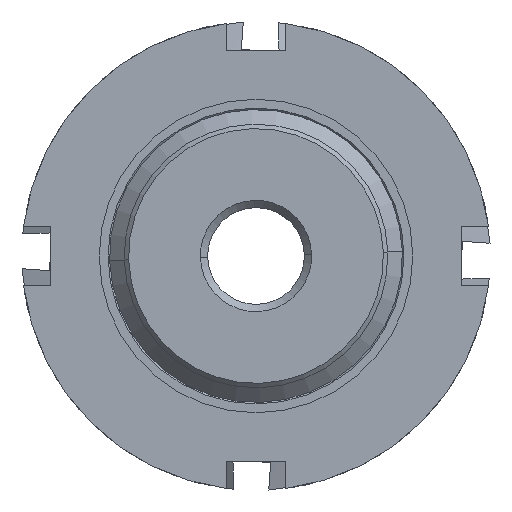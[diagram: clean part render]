
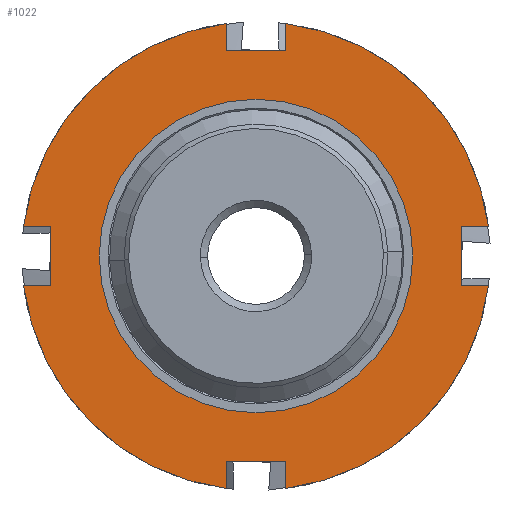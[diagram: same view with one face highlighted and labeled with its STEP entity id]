
A CAD part, front view. The second image highlights one B-rep face of the part: STEP entity #1022.
In plain terms, the highlighted planar face has unit normal (0, -1, 0).
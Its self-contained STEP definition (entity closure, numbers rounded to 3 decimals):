
#44 = CARTESIAN_POINT ( 'NONE',  ( -2., -30., 14. ) ) ;
#51 = VECTOR ( 'NONE', #3330, 1000. ) ;
#69 = VERTEX_POINT ( 'NONE', #2665 ) ;
#120 = EDGE_CURVE ( 'NONE', #2921, #4011, #2037, .T. ) ;
#139 = VERTEX_POINT ( 'NONE', #493 ) ;
#152 = LINE ( 'NONE', #3104, #2020 ) ;
#173 = ORIENTED_EDGE ( 'NONE', *, *, #2652, .T. ) ;
#252 = CARTESIAN_POINT ( 'NONE',  ( 0., -30., -14. ) ) ;
#279 = CARTESIAN_POINT ( 'NONE',  ( 2., -30., 14. ) ) ;
#293 = DIRECTION ( 'NONE',  ( 0., 0., 1. ) ) ;
#360 = CARTESIAN_POINT ( 'NONE',  ( -2., -30., -15.875 ) ) ;
#370 = DIRECTION ( 'NONE',  ( -1., 0., 0. ) ) ;
#397 = VERTEX_POINT ( 'NONE', #44 ) ;
#410 = EDGE_CURVE ( 'NONE', #3840, #2779, #1000, .T. ) ;
#493 = CARTESIAN_POINT ( 'NONE',  ( 14., -30., 2. ) ) ;
#513 = DIRECTION ( 'NONE',  ( 1., 0., 0. ) ) ;
#530 = VECTOR ( 'NONE', #370, 1000. ) ;
#552 = EDGE_CURVE ( 'NONE', #3840, #3959, #3340, .T. ) ;
#565 = DIRECTION ( 'NONE',  ( 0., 0., 1. ) ) ;
#578 = CARTESIAN_POINT ( 'NONE',  ( 0., -30., 0. ) ) ;
#592 = AXIS2_PLACEMENT_3D ( 'NONE', #578, #3441, #565 ) ;
#597 = EDGE_CURVE ( 'NONE', #69, #139, #2278, .T. ) ;
#619 = ORIENTED_EDGE ( 'NONE', *, *, #2883, .F. ) ;
#645 = AXIS2_PLACEMENT_3D ( 'NONE', #3866, #2929, #1365 ) ;
#651 = VECTOR ( 'NONE', #513, 1000. ) ;
#697 = DIRECTION ( 'NONE',  ( 0., 0., -1. ) ) ;
#767 = EDGE_CURVE ( 'NONE', #2426, #2793, #1492, .T. ) ;
#785 = CARTESIAN_POINT ( 'NONE',  ( 14., -30., 0. ) ) ;
#840 = EDGE_CURVE ( 'NONE', #1406, #1606, #3675, .T. ) ;
#846 = ORIENTED_EDGE ( 'NONE', *, *, #410, .F. ) ;
#859 = ORIENTED_EDGE ( 'NONE', *, *, #767, .T. ) ;
#861 = EDGE_CURVE ( 'NONE', #1449, #3309, #1048, .T. ) ;
#869 = EDGE_CURVE ( 'NONE', #3959, #397, #3252, .T. ) ;
#900 = ORIENTED_EDGE ( 'NONE', *, *, #120, .F. ) ;
#910 = CARTESIAN_POINT ( 'NONE',  ( 0., -30., 0. ) ) ;
#912 = DIRECTION ( 'NONE',  ( 1., 0., 0. ) ) ;
#923 = CARTESIAN_POINT ( 'NONE',  ( 2., -30., 0. ) ) ;
#944 = FACE_BOUND ( 'NONE', #1645, .T. ) ;
#965 = ORIENTED_EDGE ( 'NONE', *, *, #597, .T. ) ;
#972 = CARTESIAN_POINT ( 'NONE',  ( -2., -30., -14. ) ) ;
#1000 = CIRCLE ( 'NONE', #1889, 16. ) ;
#1010 = EDGE_CURVE ( 'NONE', #1406, #1822, #2188, .T. ) ;
#1022 = ADVANCED_FACE ( 'NONE', ( #944, #1292 ), #2897, .F. ) ;
#1048 = CIRCLE ( 'NONE', #592, 10.7 ) ;
#1060 = CARTESIAN_POINT ( 'NONE',  ( 10.7, -30., 2. ) ) ;
#1094 = ORIENTED_EDGE ( 'NONE', *, *, #1854, .F. ) ;
#1191 = VECTOR ( 'NONE', #3577, 1000. ) ;
#1292 = FACE_OUTER_BOUND ( 'NONE', #1948, .T. ) ;
#1320 = CIRCLE ( 'NONE', #1936, 16. ) ;
#1344 = DIRECTION ( 'NONE',  ( 0., 1., 0. ) ) ;
#1354 = DIRECTION ( 'NONE',  ( 0., 0., 1. ) ) ;
#1365 = DIRECTION ( 'NONE',  ( 0., 0., 1. ) ) ;
#1406 = VERTEX_POINT ( 'NONE', #2535 ) ;
#1449 = VERTEX_POINT ( 'NONE', #2849 ) ;
#1481 = CARTESIAN_POINT ( 'NONE',  ( -2., -30., 15.875 ) ) ;
#1492 = LINE ( 'NONE', #252, #651 ) ;
#1513 = CARTESIAN_POINT ( 'NONE',  ( -2., -30., 0. ) ) ;
#1528 = DIRECTION ( 'NONE',  ( -1., 0., 0. ) ) ;
#1556 = ORIENTED_EDGE ( 'NONE', *, *, #1779, .F. ) ;
#1581 = LINE ( 'NONE', #1060, #530 ) ;
#1606 = VERTEX_POINT ( 'NONE', #3524 ) ;
#1623 = EDGE_CURVE ( 'NONE', #3309, #1449, #3482, .T. ) ;
#1645 = EDGE_LOOP ( 'NONE', ( #2143, #3557 ) ) ;
#1648 = CARTESIAN_POINT ( 'NONE',  ( 10.7, -30., 0. ) ) ;
#1673 = LINE ( 'NONE', #3317, #51 ) ;
#1684 = LINE ( 'NONE', #3560, #3329 ) ;
#1779 = EDGE_CURVE ( 'NONE', #1822, #397, #2721, .T. ) ;
#1817 = EDGE_CURVE ( 'NONE', #1843, #2793, #3942, .T. ) ;
#1822 = VERTEX_POINT ( 'NONE', #1481 ) ;
#1843 = VERTEX_POINT ( 'NONE', #3149 ) ;
#1854 = EDGE_CURVE ( 'NONE', #1991, #2921, #2269, .T. ) ;
#1872 = DIRECTION ( 'NONE',  ( 0., 1., 0. ) ) ;
#1889 = AXIS2_PLACEMENT_3D ( 'NONE', #1979, #1344, #3551 ) ;
#1892 = ORIENTED_EDGE ( 'NONE', *, *, #1010, .F. ) ;
#1931 = ORIENTED_EDGE ( 'NONE', *, *, #869, .T. ) ;
#1936 = AXIS2_PLACEMENT_3D ( 'NONE', #2590, #3878, #3236 ) ;
#1948 = EDGE_LOOP ( 'NONE', ( #900, #1094, #2244, #859, #3771, #3999, #173, #965, #619, #846, #3630, #1931, #1556, #1892, #2302, #2387 ) ) ;
#1953 = DIRECTION ( 'NONE',  ( 1., 0., 0. ) ) ;
#1979 = CARTESIAN_POINT ( 'NONE',  ( 0., -30., 0. ) ) ;
#1986 = AXIS2_PLACEMENT_3D ( 'NONE', #910, #1872, #293 ) ;
#1991 = VERTEX_POINT ( 'NONE', #360 ) ;
#2020 = VECTOR ( 'NONE', #3626, 1000. ) ;
#2033 = CARTESIAN_POINT ( 'NONE',  ( 2., -30., 15.875 ) ) ;
#2037 = LINE ( 'NONE', #2982, #2089 ) ;
#2057 = DIRECTION ( 'NONE',  ( 0., 0., 1. ) ) ;
#2089 = VECTOR ( 'NONE', #1953, 1000. ) ;
#2127 = VECTOR ( 'NONE', #3422, 1000. ) ;
#2133 = VECTOR ( 'NONE', #1528, 1000. ) ;
#2143 = ORIENTED_EDGE ( 'NONE', *, *, #861, .T. ) ;
#2144 = CARTESIAN_POINT ( 'NONE',  ( 0., -30., -10.7 ) ) ;
#2188 = CIRCLE ( 'NONE', #4018, 16. ) ;
#2232 = VECTOR ( 'NONE', #912, 1000. ) ;
#2244 = ORIENTED_EDGE ( 'NONE', *, *, #2544, .T. ) ;
#2269 = CIRCLE ( 'NONE', #1986, 16. ) ;
#2278 = LINE ( 'NONE', #785, #1191 ) ;
#2302 = ORIENTED_EDGE ( 'NONE', *, *, #840, .T. ) ;
#2387 = ORIENTED_EDGE ( 'NONE', *, *, #3409, .T. ) ;
#2426 = VERTEX_POINT ( 'NONE', #972 ) ;
#2436 = VERTEX_POINT ( 'NONE', #4000 ) ;
#2452 = CARTESIAN_POINT ( 'NONE',  ( 10.7, -30., 2. ) ) ;
#2535 = CARTESIAN_POINT ( 'NONE',  ( -15.875, -30., 2. ) ) ;
#2544 = EDGE_CURVE ( 'NONE', #1991, #2426, #1684, .T. ) ;
#2590 = CARTESIAN_POINT ( 'NONE',  ( 0., -30., 0. ) ) ;
#2652 = EDGE_CURVE ( 'NONE', #2436, #69, #152, .T. ) ;
#2665 = CARTESIAN_POINT ( 'NONE',  ( 14., -30., -2. ) ) ;
#2721 = LINE ( 'NONE', #1513, #2769 ) ;
#2769 = VECTOR ( 'NONE', #4014, 1000. ) ;
#2779 = VERTEX_POINT ( 'NONE', #2875 ) ;
#2793 = VERTEX_POINT ( 'NONE', #3738 ) ;
#2817 = CARTESIAN_POINT ( 'NONE',  ( 0., -30., 14. ) ) ;
#2849 = CARTESIAN_POINT ( 'NONE',  ( 0., -30., 10.7 ) ) ;
#2875 = CARTESIAN_POINT ( 'NONE',  ( 15.875, -30., 2. ) ) ;
#2883 = EDGE_CURVE ( 'NONE', #2779, #139, #1581, .T. ) ;
#2886 = CARTESIAN_POINT ( 'NONE',  ( 2., -30., 0. ) ) ;
#2897 = PLANE ( 'NONE',  #2970 ) ;
#2921 = VERTEX_POINT ( 'NONE', #3943 ) ;
#2929 = DIRECTION ( 'NONE',  ( 0., 1., 0. ) ) ;
#2970 = AXIS2_PLACEMENT_3D ( 'NONE', #1648, #3874, #1354 ) ;
#2982 = CARTESIAN_POINT ( 'NONE',  ( 10.7, -30., -2. ) ) ;
#3104 = CARTESIAN_POINT ( 'NONE',  ( 10.7, -30., -2. ) ) ;
#3149 = CARTESIAN_POINT ( 'NONE',  ( 2., -30., -15.875 ) ) ;
#3205 = DIRECTION ( 'NONE',  ( 0., 1., 0. ) ) ;
#3236 = DIRECTION ( 'NONE',  ( 0., 0., 1. ) ) ;
#3252 = LINE ( 'NONE', #2817, #2133 ) ;
#3309 = VERTEX_POINT ( 'NONE', #2144 ) ;
#3317 = CARTESIAN_POINT ( 'NONE',  ( -14., -30., 0. ) ) ;
#3329 = VECTOR ( 'NONE', #2057, 1000. ) ;
#3330 = DIRECTION ( 'NONE',  ( 0., 0., -1. ) ) ;
#3340 = LINE ( 'NONE', #2886, #3787 ) ;
#3409 = EDGE_CURVE ( 'NONE', #1606, #4011, #1673, .T. ) ;
#3422 = DIRECTION ( 'NONE',  ( 0., 0., 1. ) ) ;
#3441 = DIRECTION ( 'NONE',  ( 0., 1., 0. ) ) ;
#3482 = CIRCLE ( 'NONE', #645, 10.7 ) ;
#3491 = CARTESIAN_POINT ( 'NONE',  ( 0., -30., 0. ) ) ;
#3524 = CARTESIAN_POINT ( 'NONE',  ( -14., -30., 2. ) ) ;
#3542 = CARTESIAN_POINT ( 'NONE',  ( -14., -30., -2. ) ) ;
#3551 = DIRECTION ( 'NONE',  ( 0., 0., 1. ) ) ;
#3557 = ORIENTED_EDGE ( 'NONE', *, *, #1623, .T. ) ;
#3560 = CARTESIAN_POINT ( 'NONE',  ( -2., -30., 0. ) ) ;
#3577 = DIRECTION ( 'NONE',  ( 0., 0., 1. ) ) ;
#3626 = DIRECTION ( 'NONE',  ( -1., 0., 0. ) ) ;
#3630 = ORIENTED_EDGE ( 'NONE', *, *, #552, .T. ) ;
#3675 = LINE ( 'NONE', #2452, #2232 ) ;
#3698 = EDGE_CURVE ( 'NONE', #2436, #1843, #1320, .T. ) ;
#3738 = CARTESIAN_POINT ( 'NONE',  ( 2., -30., -14. ) ) ;
#3771 = ORIENTED_EDGE ( 'NONE', *, *, #1817, .F. ) ;
#3787 = VECTOR ( 'NONE', #697, 1000. ) ;
#3826 = DIRECTION ( 'NONE',  ( 0., 0., 1. ) ) ;
#3840 = VERTEX_POINT ( 'NONE', #2033 ) ;
#3866 = CARTESIAN_POINT ( 'NONE',  ( 0., -30., 0. ) ) ;
#3874 = DIRECTION ( 'NONE',  ( 0., 1., 0. ) ) ;
#3878 = DIRECTION ( 'NONE',  ( 0., 1., 0. ) ) ;
#3942 = LINE ( 'NONE', #923, #2127 ) ;
#3943 = CARTESIAN_POINT ( 'NONE',  ( -15.875, -30., -2. ) ) ;
#3959 = VERTEX_POINT ( 'NONE', #279 ) ;
#3999 = ORIENTED_EDGE ( 'NONE', *, *, #3698, .F. ) ;
#4000 = CARTESIAN_POINT ( 'NONE',  ( 15.875, -30., -2. ) ) ;
#4011 = VERTEX_POINT ( 'NONE', #3542 ) ;
#4014 = DIRECTION ( 'NONE',  ( 0., 0., -1. ) ) ;
#4018 = AXIS2_PLACEMENT_3D ( 'NONE', #3491, #3205, #3826 ) ;
